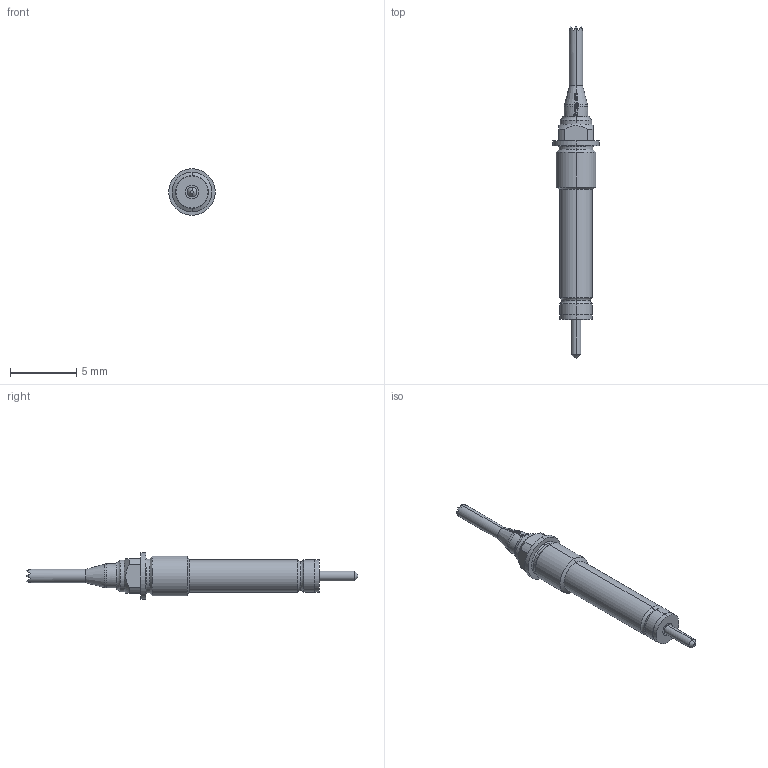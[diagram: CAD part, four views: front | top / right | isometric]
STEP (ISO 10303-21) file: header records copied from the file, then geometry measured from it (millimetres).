
FILE_DESCRIPTION (( 'STEP AP203' ), '1' );
FILE_NAME ('INGUN_SKS-115_306_100_A_xx02_MO-45.STEP', '2024-01-25T05:45:24', ( '' ), ( '' ), 'SwSTEP 2.0', 'SolidWorks 2021', '' );
FILE_SCHEMA (( 'CONFIG_CONTROL_DESIGN' ));
Length unit declared in the file: millimetre
Products named in the file (1): INGUN_SKS-115_306_100_A_xx02_MO-45
Bounding box: 3.5 x 25 x 3.5 mm (x, y, z)
Volume: 90.9 mm3; surface area: 175.2 mm2
Topology: 1 solids, 1 shells, 162 faces, 392 edges, 239 vertices
Faces by surface type: bspline 60, plane 39, cylinder 31, torus 17, cone 15
Entity records: 5622 total; most frequent: CARTESIAN_POINT 2372, ORIENTED_EDGE 784, DIRECTION 453, EDGE_CURVE 392, VERTEX_POINT 239, B_SPLINE_CURVE_WITH_KNOTS 204, AXIS2_PLACEMENT_3D 184, EDGE_LOOP 169
